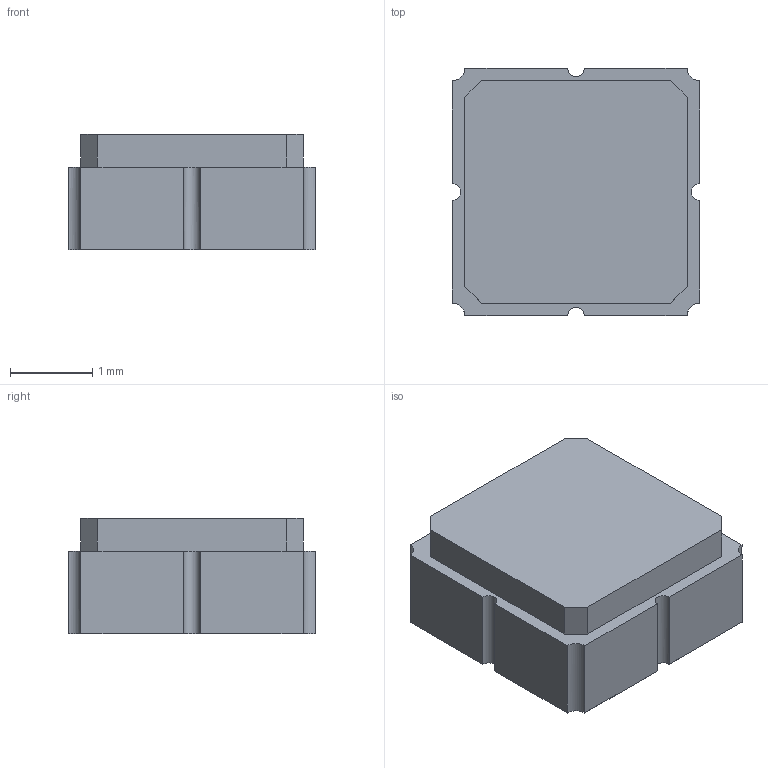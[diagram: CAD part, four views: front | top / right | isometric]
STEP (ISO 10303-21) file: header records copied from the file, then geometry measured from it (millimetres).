
FILE_DESCRIPTION (( 'STEP AP214' ), '1' );
FILE_NAME ('AFS2442.0S4.STEP', '2021-05-17T00:01:13', ( '' ), ( '' ), 'SwSTEP 2.0', 'SolidWorks 2019', '' );
FILE_SCHEMA (( 'AUTOMOTIVE_DESIGN' ));
Length unit declared in the file: millimetre
Products named in the file (1): AFS2442.0S4
Bounding box: 3 x 3 x 1.4 mm (x, y, z)
Volume: 11.8 mm3; surface area: 34.1 mm2
Topology: 1 solids, 1 shells, 34 faces, 115 edges, 84 vertices
Faces by surface type: plane 25, cylinder 9
Entity records: 1486 total; most frequent: CARTESIAN_POINT 234, ORIENTED_EDGE 230, DIRECTION 217, EDGE_CURVE 115, VERTEX_POINT 84, LINE 83, VECTOR 83, AXIS2_PLACEMENT_3D 67
